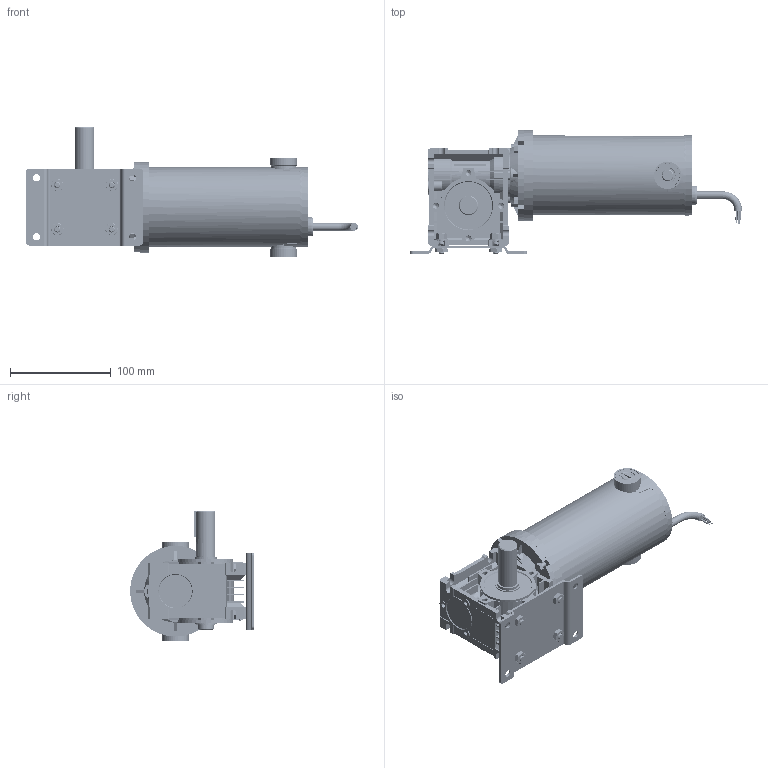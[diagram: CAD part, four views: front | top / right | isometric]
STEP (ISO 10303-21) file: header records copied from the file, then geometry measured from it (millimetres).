
FILE_DESCRIPTION (( 'STEP AP214' ), '1' );
FILE_NAME ('Model RGP2030C-GP7400.STEP', '2022-03-07T16:34:36', ( '' ), ( '' ), 'SwSTEP 2.0', 'SolidWorks 2022', '' );
FILE_SCHEMA (( 'AUTOMOTIVE_DESIGN' ));
Length unit declared in the file: inch
Products named in the file (39): 61-0114; 40-6926_Field 2000C; 15-0294_91280A225; 1-6880_Non-drive End Housing - Machined; 7-0160_Brush Tube; NMRV03051130_625in11100300NO__________; 32-0227_.625" Gearbox Output Shaft Spacer; 91-0113_97633A230; 23-6894_Armature Shaft; 14-0108; _30_63_B14_8; Model RGP2030C-GP7400; 15-0295_92323A512; 46-0106; 12-0116_Brush Tube Cap; 10-0240_Compressed; 20-6926_Armature 1101; _VB_030_11__11__6; _Gear_unit_30_2; 3-0131; 77-6855_Mount Plate -1.88" Shaft Height; 15-0306_Bolt 10-24; 3-0129; _030_0_625in__63_alc_n_4; 32-0222; 6855 Mounting Kit Assembly_Shaft Right; 73-6855_Single Sided Drop-in Shaft .75"; 38-0115; 53-6926; 6926_Model 2000C Motor; 38-0114; 21-1100_3 INCH; 22-1101_End Insulator; 15-0302_15-0302; 29-0197-1; 19-0127_94846A029; 96-2000_96-2000C; Square Machine Key_110-0108; 2-2030A_Drive End Housing
Assembly tree (56 placements, depth 4):
  Model RGP2030C-GP7400
    6855 Mounting Kit Assembly_Shaft Right
      77-6855_Mount Plate -1.88" Shaft Height
      NMRV03051130_625in11100300NO__________
        _Gear_unit_30_2
        _030_0_625in__63_alc_n_4
        _VB_030_11__11__6
        _30_63_B14_8
      73-6855_Single Sided Drop-in Shaft .75"
      Square Machine Key_110-0108  x2
      32-0227_.625" Gearbox Output Shaft Spacer
      91-0113_97633A230
      15-0295_92323A512  x4
      19-0127_94846A029  x4
      15-0294_91280A225  x4
    6926_Model 2000C Motor
      40-6926_Field 2000C
        96-2000_96-2000C
        38-0114  x2
        38-0115  x2
      1-6880_Non-drive End Housing - Machined
      32-0222
      3-0129
      3-0131
      20-6926_Armature 1101
        23-6894_Armature Shaft
        21-1100_3 INCH
        29-0197-1
        22-1101_End Insulator  x2
      2-2030A_Drive End Housing
      46-0106
      7-0160_Brush Tube  x2
      12-0116_Brush Tube Cap  x2
      15-0306_Bolt 10-24  x2
      53-6926
      14-0108  x2
      61-0114
      15-0302_15-0302
      10-0240_Compressed  x2
Bounding box: 329.45 x 122.75 x 128.56 mm (x, y, z)
Volume: 976686.1 mm3; surface area: 381226 mm2
Topology: 76 solids, 83 shells, 4429 faces, 11873 edges, 7634 vertices
Faces by surface type: plane 2194, cylinder 1341, cone 406, bspline 311, torus 135, sphere 42
Entity records: 149158 total; most frequent: CARTESIAN_POINT 56937, ORIENTED_EDGE 16418, DIRECTION 15207, EDGE_CURVE 8209, AXIS2_PLACEMENT_3D 5386, VERTEX_POINT 5309, VECTOR 4435, LINE 4435
